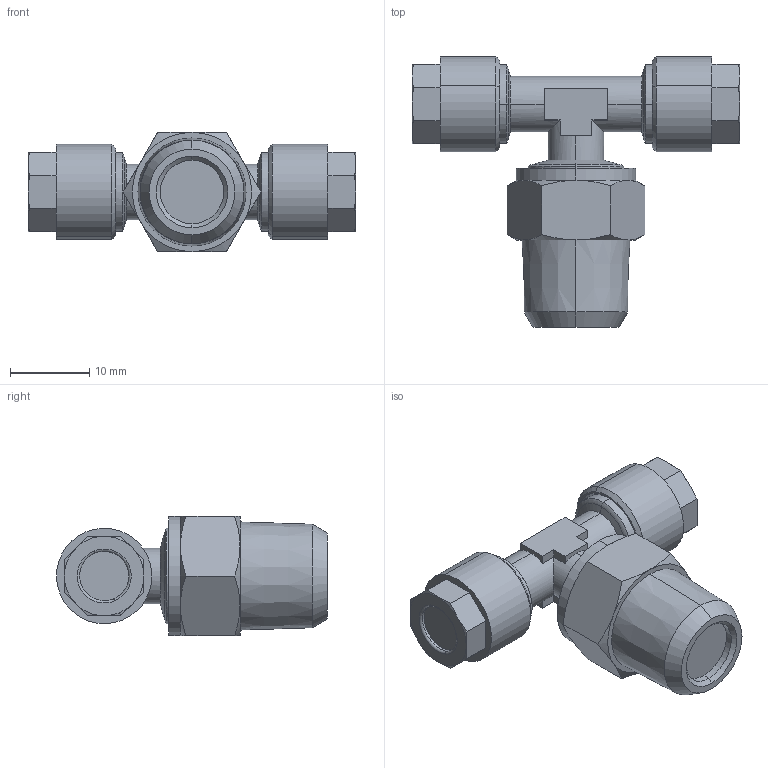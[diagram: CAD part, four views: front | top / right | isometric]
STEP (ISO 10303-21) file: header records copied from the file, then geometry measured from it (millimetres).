
FILE_DESCRIPTION(( 'MC.41.06.14.step' ), '1');
FILE_NAME( 'MC.41.06.14.step', '2018-11-09T15:45:17',( 'Sopra'),('sopra-pneumatic.com'), 'SwSTEP 2.0','SolidWorks 2009','' );
FILE_SCHEMA (( 'AUTOMOTIVE_DESIGN' ));
Length unit declared in the file: millimetre
Products named in the file (1): 0121000002
Bounding box: 41.2 x 34.09 x 15 mm (x, y, z)
Volume: 6474.9 mm3; surface area: 3029.1 mm2
Topology: 1 solids, 1 shells, 141 faces, 318 edges, 188 vertices
Faces by surface type: cone 52, plane 52, cylinder 25, torus 12
Entity records: 5591 total; most frequent: CARTESIAN_POINT 886, DIRECTION 674, ORIENTED_EDGE 636, EDGE_CURVE 318, AXIS2_PLACEMENT_3D 272, VERTEX_POINT 188, EDGE_LOOP 150, UNCERTAINTY_MEASURE_WITH_UNIT 144
